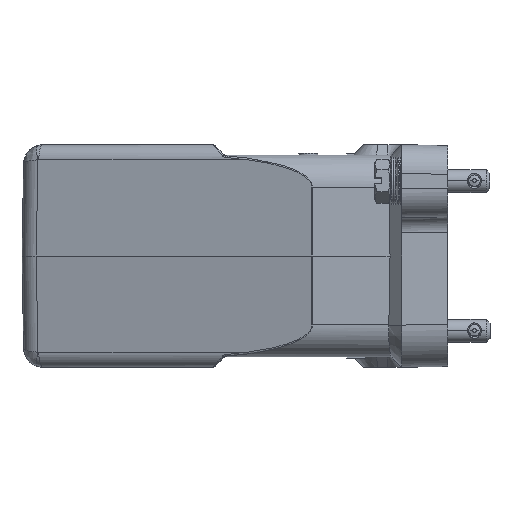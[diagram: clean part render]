
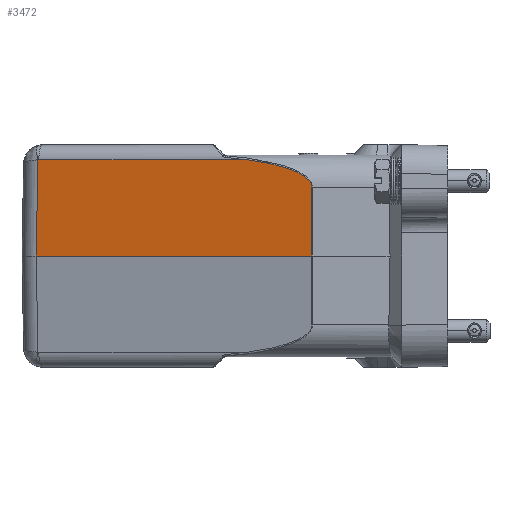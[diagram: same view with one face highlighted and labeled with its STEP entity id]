
A CAD part, left-side view. The second image highlights one B-rep face of the part: STEP entity #3472.
In plain terms, the highlighted planar face has unit normal (-0.966, 0.259, 0.018).
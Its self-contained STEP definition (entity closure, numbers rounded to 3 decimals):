
#521=PLANE('',#14508);
#1642=LINE('',#25725,#2581);
#1798=LINE('',#26791,#2737);
#1799=LINE('',#26810,#2738);
#1800=LINE('',#26812,#2739);
#2581=VECTOR('',#16323,1.);
#2737=VECTOR('',#16671,1.);
#2738=VECTOR('',#16674,1.);
#2739=VECTOR('',#16675,1.);
#3472=ADVANCED_FACE('NONE',(#4351),#521,.T.);
#4351=FACE_OUTER_BOUND('',#5140,.T.);
#5140=EDGE_LOOP('',(#7749,#7750,#7751,#7752,#7753,#7754));
#7749=ORIENTED_EDGE('',*,*,#12289,.F.);
#7750=ORIENTED_EDGE('',*,*,#12290,.T.);
#7751=ORIENTED_EDGE('',*,*,#12291,.F.);
#7752=ORIENTED_EDGE('',*,*,#12076,.F.);
#7753=ORIENTED_EDGE('',*,*,#12075,.T.);
#7754=ORIENTED_EDGE('',*,*,#12287,.T.);
#10423=VERTEX_POINT('',#25580);
#10425=VERTEX_POINT('',#25620);
#10426=VERTEX_POINT('',#25726);
#10534=VERTEX_POINT('',#26790);
#10535=VERTEX_POINT('',#26809);
#10536=VERTEX_POINT('',#26811);
#12075=EDGE_CURVE('NONE',#10425,#10423,#13511,.T.);
#12076=EDGE_CURVE('NONE',#10425,#10426,#1642,.T.);
#12287=EDGE_CURVE('NONE',#10423,#10534,#1798,.T.);
#12289=EDGE_CURVE('NONE',#10535,#10534,#13556,.T.);
#12290=EDGE_CURVE('NONE',#10535,#10536,#1799,.T.);
#12291=EDGE_CURVE('NONE',#10426,#10536,#1800,.T.);
#13511=B_SPLINE_CURVE_WITH_KNOTS('',3,(#25621,#25622,#25623,#25624,#25625,
#25626,#25627,#25628,#25629,#25630,#25631,#25632,#25633,#25634,#25635,#25636,
#25637,#25638,#25639,#25640,#25641,#25642,#25643,#25644,#25645,#25646,#25647,
#25648,#25649,#25650,#25651,#25652),.UNSPECIFIED.,.F.,.F.,(4,2,1,1,1,1,
2,2,1,1,1,1,2,2,1,1,1,1,1,1,2,2,4),(0.,0.125,0.187,
0.219,0.234,0.242,0.246,
0.25,0.375,0.437,0.469,
0.484,0.492,0.5,0.625,
0.688,0.719,0.734,0.742,
0.746,0.748,0.75,1.),.UNSPECIFIED.);
#13556=B_SPLINE_CURVE_WITH_KNOTS('',3,(#26805,#26806,#26807,#26808),
 .UNSPECIFIED.,.F.,.F.,(4,4),(0.,1.),.UNSPECIFIED.);
#14508=AXIS2_PLACEMENT_3D('',#26813,#16676,#16677);
#16323=DIRECTION('',(-0.017,0.002,-1.));
#16671=DIRECTION('',(0.259,0.966,0.));
#16674=DIRECTION('',(-0.013,0.017,-1.));
#16675=DIRECTION('',(0.259,0.966,0.));
#16676=DIRECTION('',(-0.966,0.259,0.017));
#16677=DIRECTION('',(-0.259,-0.966,0.));
#25580=CARTESIAN_POINT('',(-56.529,52.287,25.07));
#25620=CARTESIAN_POINT('',(-61.17,35.448,17.948));
#25621=CARTESIAN_POINT('',(-61.17,35.448,17.948));
#25622=CARTESIAN_POINT('',(-61.163,35.448,18.338));
#25623=CARTESIAN_POINT('',(-61.127,35.553,18.726));
#25624=CARTESIAN_POINT('',(-61.031,35.873,19.31));
#25625=CARTESIAN_POINT('',(-60.972,36.074,19.6));
#25626=CARTESIAN_POINT('',(-60.884,36.379,19.935));
#25627=CARTESIAN_POINT('',(-60.836,36.55,20.102));
#25628=CARTESIAN_POINT('',(-60.81,36.64,20.185));
#25629=CARTESIAN_POINT('',(-60.799,36.679,20.22));
#25630=CARTESIAN_POINT('',(-60.791,36.706,20.244));
#25631=CARTESIAN_POINT('',(-60.787,36.72,20.257));
#25632=CARTESIAN_POINT('',(-60.672,37.127,20.614));
#25633=CARTESIAN_POINT('',(-60.47,37.845,21.119));
#25634=CARTESIAN_POINT('',(-60.177,38.902,21.679));
#25635=CARTESIAN_POINT('',(-60.016,39.486,21.952));
#25636=CARTESIAN_POINT('',(-59.931,39.791,22.087));
#25637=CARTESIAN_POINT('',(-59.894,39.925,22.144));
#25638=CARTESIAN_POINT('',(-59.87,40.015,22.182));
#25639=CARTESIAN_POINT('',(-59.857,40.061,22.202));
#25640=CARTESIAN_POINT('',(-59.649,40.817,22.517));
#25641=CARTESIAN_POINT('',(-59.328,41.984,22.938));
#25642=CARTESIAN_POINT('',(-58.908,43.522,23.389));
#25643=CARTESIAN_POINT('',(-58.686,44.335,23.605));
#25644=CARTESIAN_POINT('',(-58.572,44.753,23.71));
#25645=CARTESIAN_POINT('',(-58.515,44.964,23.762));
#25646=CARTESIAN_POINT('',(-58.486,45.071,23.788));
#25647=CARTESIAN_POINT('',(-58.473,45.116,23.799));
#25648=CARTESIAN_POINT('',(-58.465,45.147,23.806));
#25649=CARTESIAN_POINT('',(-58.461,45.161,23.81));
#25650=CARTESIAN_POINT('',(-57.875,47.313,24.326));
#25651=CARTESIAN_POINT('',(-57.233,49.683,24.744));
#25652=CARTESIAN_POINT('',(-56.529,52.287,25.07));
#25725=CARTESIAN_POINT('',(-61.164,35.448,18.273));
#25726=CARTESIAN_POINT('',(-61.483,35.49,0.));
#26790=CARTESIAN_POINT('',(-41.972,106.615,25.07));
#26791=CARTESIAN_POINT('',(-40.827,110.887,25.07));
#26805=CARTESIAN_POINT('',(-41.908,106.857,25.04));
#26806=CARTESIAN_POINT('',(-41.928,106.778,25.06));
#26807=CARTESIAN_POINT('',(-41.95,106.697,25.07));
#26808=CARTESIAN_POINT('',(-41.972,106.615,25.07));
#26809=CARTESIAN_POINT('',(-41.908,106.857,25.04));
#26810=CARTESIAN_POINT('',(-41.908,106.857,25.04));
#26811=CARTESIAN_POINT('',(-42.243,107.295,0.));
#26812=CARTESIAN_POINT('',(-41.25,111.,0.));
#26813=CARTESIAN_POINT('',(-41.25,111.,0.));
